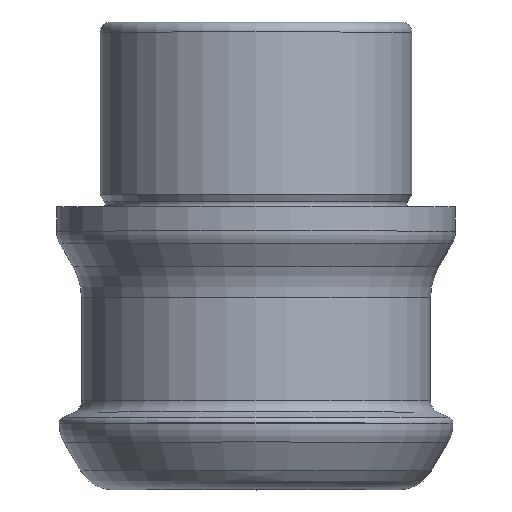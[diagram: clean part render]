
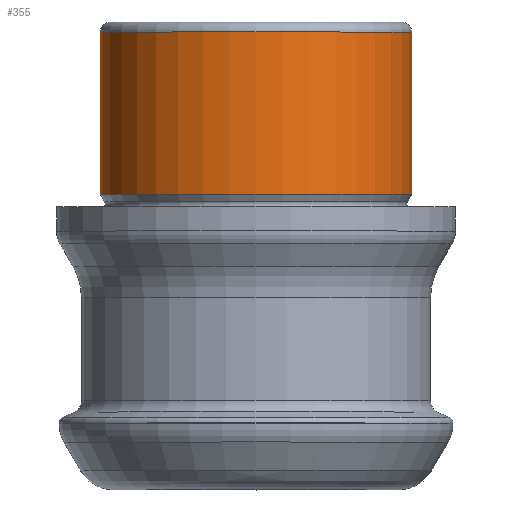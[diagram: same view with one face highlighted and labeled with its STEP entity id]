
A CAD part, top view. The second image highlights one B-rep face of the part: STEP entity #355.
In plain terms, the highlighted cylindrical face has radius 12.5 mm (diameter 25 mm), a full revolution.
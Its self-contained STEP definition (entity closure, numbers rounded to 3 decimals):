
#3 = CARTESIAN_POINT ( 'NONE',  ( 0., 36.7, 0. ) ) ;
#16 = AXIS2_PLACEMENT_3D ( 'NONE', #194, #710, #648 ) ;
#54 = DIRECTION ( 'NONE',  ( 0., 0., 1. ) ) ;
#81 = ORIENTED_EDGE ( 'NONE', *, *, #187, .T. ) ;
#151 = FACE_OUTER_BOUND ( 'NONE', #588, .T. ) ;
#155 = EDGE_LOOP ( 'NONE', ( #81 ) ) ;
#187 = EDGE_CURVE ( 'NONE', #366, #366, #519, .T. ) ;
#194 = CARTESIAN_POINT ( 'NONE',  ( 0., 23.7, 0. ) ) ;
#227 = CIRCLE ( 'NONE', #451, 12.5 ) ;
#284 = DIRECTION ( 'NONE',  ( 0., 1., 0. ) ) ;
#323 = CYLINDRICAL_SURFACE ( 'NONE', #424, 12.5 ) ;
#355 = ADVANCED_FACE ( 'NONE', ( #151, #680 ), #323, .T. ) ;
#366 = VERTEX_POINT ( 'NONE', #592 ) ;
#384 = EDGE_CURVE ( 'NONE', #472, #472, #227, .T. ) ;
#424 = AXIS2_PLACEMENT_3D ( 'NONE', #501, #555, #54 ) ;
#451 = AXIS2_PLACEMENT_3D ( 'NONE', #3, #284, #513 ) ;
#472 = VERTEX_POINT ( 'NONE', #598 ) ;
#501 = CARTESIAN_POINT ( 'NONE',  ( 0., 39.647, 0. ) ) ;
#513 = DIRECTION ( 'NONE',  ( 0., 0., 1. ) ) ;
#519 = CIRCLE ( 'NONE', #16, 12.5 ) ;
#555 = DIRECTION ( 'NONE',  ( 0., 1., 0. ) ) ;
#579 = ORIENTED_EDGE ( 'NONE', *, *, #384, .F. ) ;
#588 = EDGE_LOOP ( 'NONE', ( #579 ) ) ;
#592 = CARTESIAN_POINT ( 'NONE',  ( 0., 23.7, 12.5 ) ) ;
#598 = CARTESIAN_POINT ( 'NONE',  ( 0., 36.7, 12.5 ) ) ;
#648 = DIRECTION ( 'NONE',  ( 0., 0., 1. ) ) ;
#680 = FACE_OUTER_BOUND ( 'NONE', #155, .T. ) ;
#710 = DIRECTION ( 'NONE',  ( 0., 1., 0. ) ) ;
